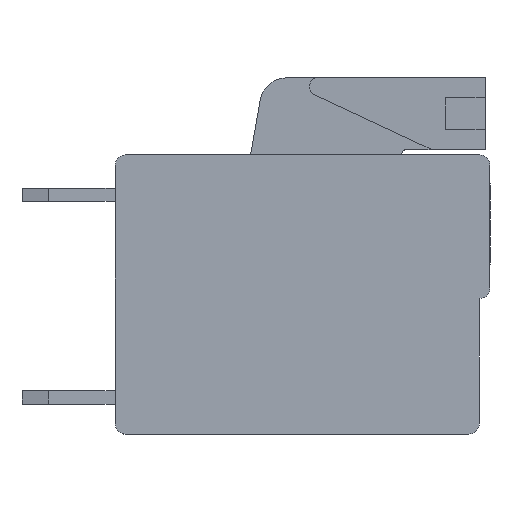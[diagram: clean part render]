
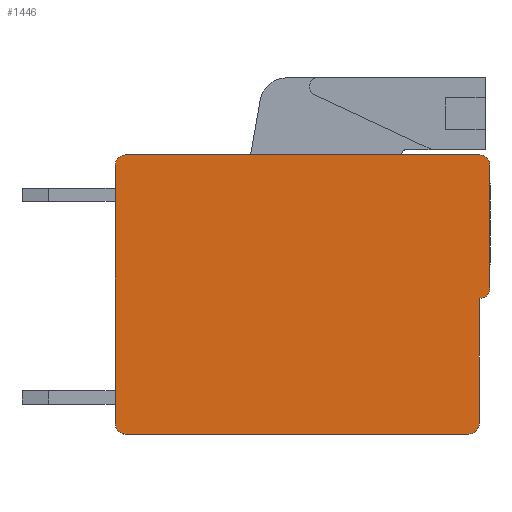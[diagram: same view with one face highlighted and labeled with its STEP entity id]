
A CAD part, front view. The second image highlights one B-rep face of the part: STEP entity #1446.
In plain terms, the highlighted planar face has unit normal (0, -1, 0).
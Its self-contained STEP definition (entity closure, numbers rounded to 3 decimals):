
#183=CARTESIAN_POINT('',(0.4,-5.08,
-10.1));
#184=DIRECTION('',(0.,1.,0.));
#185=DIRECTION('',(0.,0.,-1.));
#186=AXIS2_PLACEMENT_3D('',#183,#184,#185);
#188=DIRECTION('',(0.,0.,1.));
#189=VECTOR('',#188,9.7);
#190=CARTESIAN_POINT('',(0.,-5.08,
-10.1));
#191=LINE('',#190,#189);
#192=CARTESIAN_POINT('',(0.4,-5.08,
-0.4));
#193=DIRECTION('',(0.,1.,0.));
#194=DIRECTION('',(-1.,0.,0.));
#195=AXIS2_PLACEMENT_3D('',#192,#193,#194);
#197=DIRECTION('',(1.,0.,0.));
#198=VECTOR('',#197,13.3);
#199=CARTESIAN_POINT('',(0.4,-5.08,
0.));
#200=LINE('',#199,#198);
#201=CARTESIAN_POINT('',(13.7,-5.08,-0.4));
#202=DIRECTION('',(0.,1.,0.));
#203=DIRECTION('',(0.,0.,1.));
#204=AXIS2_PLACEMENT_3D('',#201,#202,#203);
#206=DIRECTION('',(0.,0.,-1.));
#207=VECTOR('',#206,4.6);
#208=CARTESIAN_POINT('',(14.1,-5.08,-0.4));
#209=LINE('',#208,#207);
#210=CARTESIAN_POINT('',(13.7,-5.08,-5.));
#211=DIRECTION('',(0.,1.,0.));
#212=DIRECTION('',(1.,0.,0.));
#213=AXIS2_PLACEMENT_3D('',#210,#211,#212);
#215=DIRECTION('',(0.,0.,-1.));
#216=VECTOR('',#215,4.7);
#217=CARTESIAN_POINT('',(13.7,-5.08,-5.4));
#218=LINE('',#217,#216);
#219=CARTESIAN_POINT('',(13.3,-5.08,-10.1));
#220=DIRECTION('',(0.,1.,0.));
#221=DIRECTION('',(1.,0.,0.));
#222=AXIS2_PLACEMENT_3D('',#219,#220,#221);
#224=DIRECTION('',(-1.,0.,0.));
#225=VECTOR('',#224,12.9);
#226=CARTESIAN_POINT('',(13.3,-5.08,-10.5));
#227=LINE('',#226,#225);
#870=CARTESIAN_POINT('',(14.1,-5.08,-0.4));
#871=CARTESIAN_POINT('',(14.1,-5.08,-5.));
#872=VERTEX_POINT('',#870);
#873=VERTEX_POINT('',#871);
#886=CARTESIAN_POINT('',(13.7,-5.08,-5.4));
#887=CARTESIAN_POINT('',(13.7,-5.08,-10.1));
#888=VERTEX_POINT('',#886);
#889=VERTEX_POINT('',#887);
#900=CARTESIAN_POINT('',(0.4,-5.08,
-10.5));
#901=VERTEX_POINT('',#900);
#902=CARTESIAN_POINT('',(13.3,-5.08,-10.5));
#903=VERTEX_POINT('',#902);
#910=CARTESIAN_POINT('',(0.,-5.08,
-10.1));
#911=VERTEX_POINT('',#910);
#940=CARTESIAN_POINT('',(0.,-5.08,
-0.4));
#941=VERTEX_POINT('',#940);
#998=CARTESIAN_POINT('',(0.4,-5.08,
0.));
#999=VERTEX_POINT('',#998);
#1070=CARTESIAN_POINT('',(13.7,-5.08,
0.));
#1071=VERTEX_POINT('',#1070);
#1422=CARTESIAN_POINT('',(7.05,-5.08,-5.25));
#1423=DIRECTION('',(0.,1.,0.));
#1424=DIRECTION('',(1.,0.,0.));
#1425=AXIS2_PLACEMENT_3D('',#1422,#1423,#1424);
#1426=PLANE('',#1425);
#1428=ORIENTED_EDGE('',*,*,#1427,.T.);
#1429=ORIENTED_EDGE('',*,*,#1369,.T.);
#1430=ORIENTED_EDGE('',*,*,#1412,.T.);
#1431=ORIENTED_EDGE('',*,*,#1188,.T.);
#1433=ORIENTED_EDGE('',*,*,#1432,.T.);
#1435=ORIENTED_EDGE('',*,*,#1434,.T.);
#1437=ORIENTED_EDGE('',*,*,#1436,.T.);
#1439=ORIENTED_EDGE('',*,*,#1438,.T.);
#1441=ORIENTED_EDGE('',*,*,#1440,.T.);
#1443=ORIENTED_EDGE('',*,*,#1442,.T.);
#1444=EDGE_LOOP('',(#1428,#1429,#1430,#1431,#1433,#1435,#1437,#1439,#1441,
#1443));
#1445=FACE_OUTER_BOUND('',#1444,.F.);
#187=CIRCLE('',#186,0.4);
#196=CIRCLE('',#195,0.4);
#205=CIRCLE('',#204,0.4);
#214=CIRCLE('',#213,0.4);
#223=CIRCLE('',#222,0.4);
#1188=EDGE_CURVE('',#999,#1071,#200,.T.);
#1369=EDGE_CURVE('',#911,#941,#191,.T.);
#1412=EDGE_CURVE('',#941,#999,#196,.T.);
#1427=EDGE_CURVE('',#901,#911,#187,.T.);
#1432=EDGE_CURVE('',#1071,#872,#205,.T.);
#1434=EDGE_CURVE('',#872,#873,#209,.T.);
#1436=EDGE_CURVE('',#873,#888,#214,.T.);
#1438=EDGE_CURVE('',#888,#889,#218,.T.);
#1440=EDGE_CURVE('',#889,#903,#223,.T.);
#1442=EDGE_CURVE('',#903,#901,#227,.T.);
#1446=ADVANCED_FACE('',(#1445),#1426,.F.);
